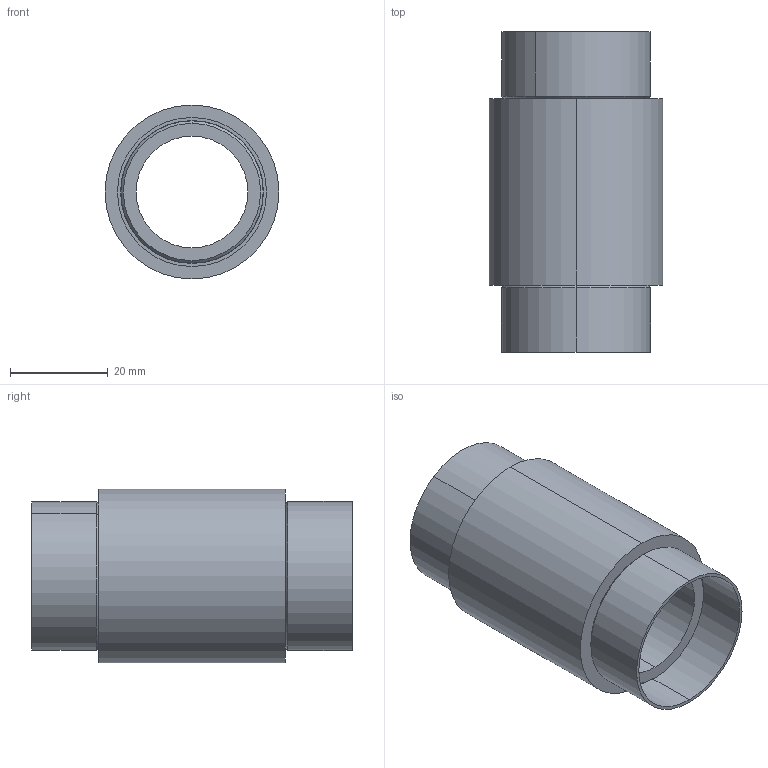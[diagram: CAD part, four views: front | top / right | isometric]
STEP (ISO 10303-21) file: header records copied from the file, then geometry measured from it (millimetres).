
FILE_DESCRIPTION (( 'STEP AP203' ), '1' );
FILE_NAME ('A1988-2-W.STEP', '2011-10-05T17:16:07', ( '' ), ( '' ), 'SwSTEP 2.0', 'SolidWorks 2011', '' );
FILE_SCHEMA (( 'CONFIG_CONTROL_DESIGN' ));
Length unit declared in the file: inch
Products named in the file (1): A1988-2-W
Bounding box: 35.56 x 65.53 x 35.56 mm (x, y, z)
Volume: 25746.2 mm3; surface area: 14011.4 mm2
Topology: 1 solids, 1 shells, 29 faces, 60 edges, 38 vertices
Faces by surface type: cylinder 14, cone 8, plane 7
Entity records: 867 total; most frequent: DIRECTION 158, CARTESIAN_POINT 128, ORIENTED_EDGE 120, AXIS2_PLACEMENT_3D 68, EDGE_CURVE 60, VERTEX_POINT 38, CIRCLE 38, EDGE_LOOP 36
